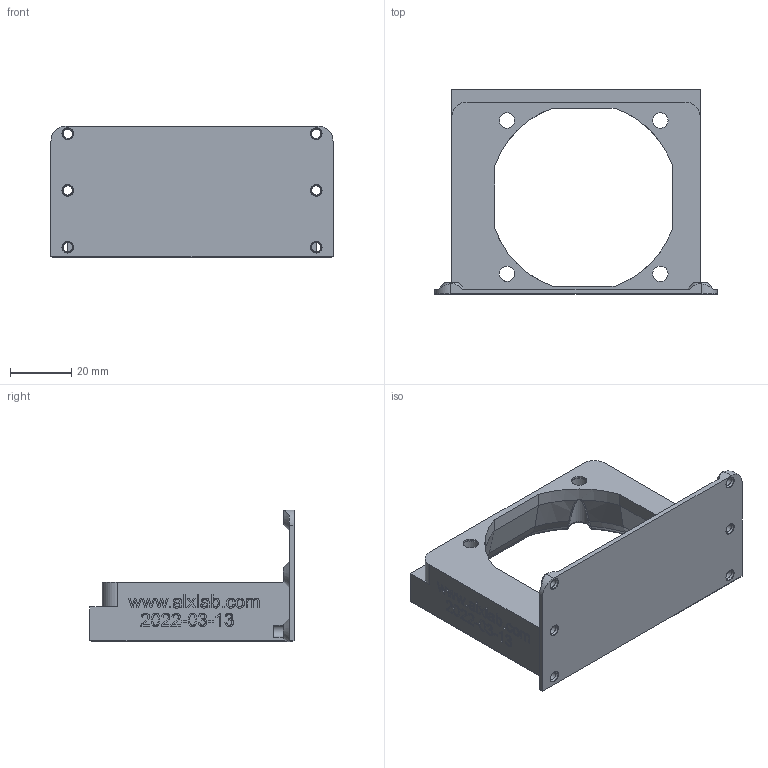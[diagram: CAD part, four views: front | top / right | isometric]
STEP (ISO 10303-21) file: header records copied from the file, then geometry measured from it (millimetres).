
FILE_DESCRIPTION(/* description */ (''),/* implementation_level */ '2;1');
FILE_NAME(/* name */ 'Macintosh_SE_60mm_Fab_Bracket_805-0936-A.stp',/* time_stamp */ '2022-03-14T23:18:44-04:00',/* author */ (''),/* organization */ (''),/* preprocessor_version */ 'ST-DEVELOPER v15.2',/* originating_system */ 'Autodesk Translator Framework v2.0.0.5431',/* authorisation */ '');
FILE_SCHEMA (('AUTOMOTIVE_DESIGN { 1 0 10303 214 3 1 1 }'));
Products named in the file (1): Macintosh SE 60mm Fan Bracket 805-0936-A
Bounding box: 92 x 66.6 x 43 mm (x, y, z)
Volume: 42782.1 mm3; surface area: 20072.8 mm2
Topology: 1 solids, 1 shells, 1460 faces, 4124 edges, 2737 vertices
Faces by surface type: bspline 916, plane 462, cone 54, cylinder 24, torus 4
Full cylindrical faces by diameter (mm): 3 x6, 5 x4, 7 x4
Entity records: 57402 total; most frequent: CARTESIAN_POINT 26302, ORIENTED_EDGE 8150, EDGE_CURVE 4075, DIRECTION 3317, VERTEX_POINT 2722, LINE 2003, VECTOR 2003, B_SPLINE_CURVE_WITH_KNOTS 1944
